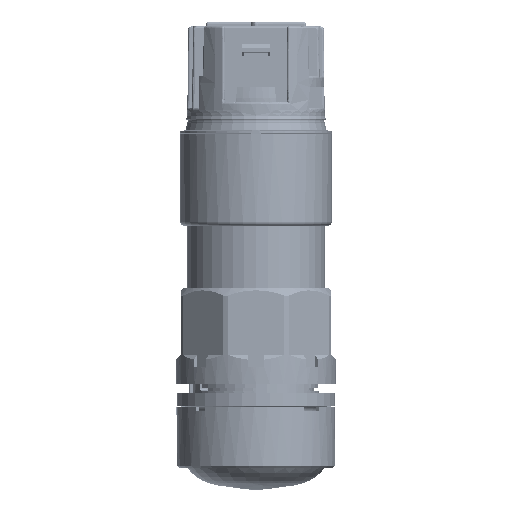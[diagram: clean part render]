
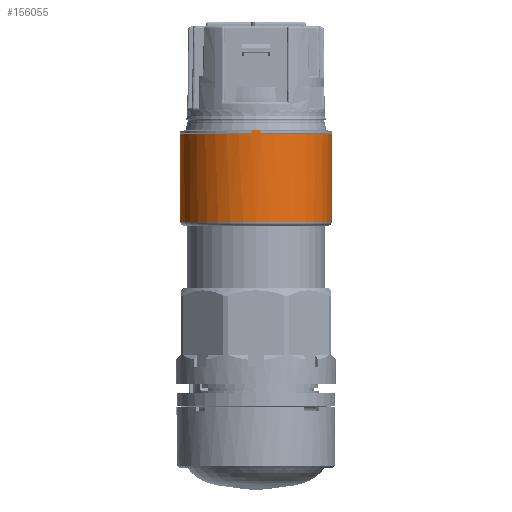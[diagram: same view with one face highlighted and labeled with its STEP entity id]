
A CAD part, front view. The second image highlights one B-rep face of the part: STEP entity #156055.
In plain terms, the highlighted cylindrical face has radius 18.25 mm (diameter 36.5 mm), a partial arc.
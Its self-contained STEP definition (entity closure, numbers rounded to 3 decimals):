
#5520 = ORIENTED_EDGE ( 'NONE', *, *, #185220, .T. ) ;
#12086 = VERTEX_POINT ( 'NONE', #73426 ) ;
#14846 = CIRCLE ( 'NONE', #25651, 18.25 ) ;
#17895 = CARTESIAN_POINT ( 'NONE',  ( -1.175, -18.212, 30.698 ) ) ;
#18442 = CARTESIAN_POINT ( 'NONE',  ( 0., 0., 30.698 ) ) ;
#21886 = EDGE_LOOP ( 'NONE', ( #51743, #126593, #5520, #164631, #55485, #28059, #92578, #158777 ) ) ;
#23756 = VERTEX_POINT ( 'NONE', #178997 ) ;
#25651 = AXIS2_PLACEMENT_3D ( 'NONE', #30810, #162693, #49876 ) ;
#28059 = ORIENTED_EDGE ( 'NONE', *, *, #110377, .F. ) ;
#30810 = CARTESIAN_POINT ( 'NONE',  ( 0., 0., 31.698 ) ) ;
#32636 = DIRECTION ( 'NONE',  ( 0., 0., 1. ) ) ;
#37499 = DIRECTION ( 'NONE',  ( 1., 0., 0. ) ) ;
#44595 = VERTEX_POINT ( 'NONE', #101335 ) ;
#49876 = DIRECTION ( 'NONE',  ( 1., 0., 0. ) ) ;
#51743 = ORIENTED_EDGE ( 'NONE', *, *, #59462, .F. ) ;
#55485 = ORIENTED_EDGE ( 'NONE', *, *, #137100, .F. ) ;
#55936 = CARTESIAN_POINT ( 'NONE',  ( -0.999, -18.223, 31.698 ) ) ;
#56230 = DIRECTION ( 'NONE',  ( 0., 0., 1. ) ) ;
#59462 = EDGE_CURVE ( 'NONE', #78418, #147502, #157611, .T. ) ;
#66648 = CARTESIAN_POINT ( 'NONE',  ( 1.116, -18.216, 31.032 ) ) ;
#72798 = DIRECTION ( 'NONE',  ( 0., 0., 1. ) ) ;
#73426 = CARTESIAN_POINT ( 'NONE',  ( 0.999, -18.223, 31.698 ) ) ;
#78418 = VERTEX_POINT ( 'NONE', #100384 ) ;
#80331 = CYLINDRICAL_SURFACE ( 'NONE', #110242, 18.25 ) ;
#81444 =( BOUNDED_CURVE ( )  B_SPLINE_CURVE ( 3, ( #17895, #93078, #168721, #55936 ),
 .UNSPECIFIED., .F., .F. ) 
 B_SPLINE_CURVE_WITH_KNOTS ( ( 4, 4 ),
 ( 4.648, 4.658 ),
 .UNSPECIFIED. ) 
 CURVE ( )  GEOMETRIC_REPRESENTATION_ITEM ( )  RATIONAL_B_SPLINE_CURVE ( ( 1., 1., 1., 1. ) ) 
 REPRESENTATION_ITEM ( '' )  );
#83044 = CARTESIAN_POINT ( 'NONE',  ( 0., 0., 9.698 ) ) ;
#83354 = EDGE_CURVE ( 'NONE', #123296, #23756, #89057, .T. ) ;
#89057 = CIRCLE ( 'NONE', #238746, 18.25 ) ;
#92578 = ORIENTED_EDGE ( 'NONE', *, *, #166072, .F. ) ;
#93078 = CARTESIAN_POINT ( 'NONE',  ( -1.116, -18.216, 31.032 ) ) ;
#100384 = CARTESIAN_POINT ( 'NONE',  ( -18.25, 0., 9.698 ) ) ;
#101335 = CARTESIAN_POINT ( 'NONE',  ( -1.175, -18.212, 30.698 ) ) ;
#101934 = DIRECTION ( 'NONE',  ( -1., 0., 0. ) ) ;
#103297 = VERTEX_POINT ( 'NONE', #179521 ) ;
#107581 = VECTOR ( 'NONE', #218000, 1000. ) ;
#110242 = AXIS2_PLACEMENT_3D ( 'NONE', #220365, #32636, #239306 ) ;
#110377 = EDGE_CURVE ( 'NONE', #103297, #12086, #14846, .T. ) ;
#114347 = EDGE_CURVE ( 'NONE', #78418, #216411, #125738, .T. ) ;
#117294 = CARTESIAN_POINT ( 'NONE',  ( -18.25, 0., 30.698 ) ) ;
#118078 = LINE ( 'NONE', #128867, #212232 ) ;
#123296 = VERTEX_POINT ( 'NONE', #186462 ) ;
#124306 = CARTESIAN_POINT ( 'NONE',  ( -18.25, 0., 0. ) ) ;
#125738 = CIRCLE ( 'NONE', #237866, 18.25 ) ;
#126593 = ORIENTED_EDGE ( 'NONE', *, *, #114347, .T. ) ;
#128867 = CARTESIAN_POINT ( 'NONE',  ( 18.25, 0., 0. ) ) ;
#136340 = FACE_OUTER_BOUND ( 'NONE', #21886, .T. ) ;
#137100 = EDGE_CURVE ( 'NONE', #12086, #123296, #181694, .T. ) ;
#141684 = CARTESIAN_POINT ( 'NONE',  ( 1.057, -18.219, 31.365 ) ) ;
#147502 = VERTEX_POINT ( 'NONE', #117294 ) ;
#150451 = DIRECTION ( 'NONE',  ( 0., 0., 1. ) ) ;
#156055 = ADVANCED_FACE ( 'NONE', ( #136340 ), #80331, .T. ) ;
#157611 = LINE ( 'NONE', #124306, #107581 ) ;
#158777 = ORIENTED_EDGE ( 'NONE', *, *, #228897, .F. ) ;
#160494 = CARTESIAN_POINT ( 'NONE',  ( 0.999, -18.223, 31.698 ) ) ;
#162693 = DIRECTION ( 'NONE',  ( 0., 0., 1. ) ) ;
#164198 = CIRCLE ( 'NONE', #222253, 18.25 ) ;
#164631 = ORIENTED_EDGE ( 'NONE', *, *, #83354, .F. ) ;
#166072 = EDGE_CURVE ( 'NONE', #44595, #103297, #81444, .T. ) ;
#168721 = CARTESIAN_POINT ( 'NONE',  ( -1.057, -18.219, 31.365 ) ) ;
#169022 = CARTESIAN_POINT ( 'NONE',  ( 0., 0., 30.698 ) ) ;
#178997 = CARTESIAN_POINT ( 'NONE',  ( 18.25, 0., 30.698 ) ) ;
#179521 = CARTESIAN_POINT ( 'NONE',  ( -0.999, -18.223, 31.698 ) ) ;
#180125 = CARTESIAN_POINT ( 'NONE',  ( 18.25, 0., 9.698 ) ) ;
#181694 =( BOUNDED_CURVE ( )  B_SPLINE_CURVE ( 3, ( #160494, #141684, #66648, #198319 ),
 .UNSPECIFIED., .F., .F. ) 
 B_SPLINE_CURVE_WITH_KNOTS ( ( 4, 4 ),
 ( 1.626, 1.635 ),
 .UNSPECIFIED. ) 
 CURVE ( )  GEOMETRIC_REPRESENTATION_ITEM ( )  RATIONAL_B_SPLINE_CURVE ( ( 1., 1., 1., 1. ) ) 
 REPRESENTATION_ITEM ( '' )  );
#185220 = EDGE_CURVE ( 'NONE', #216411, #23756, #118078, .T. ) ;
#186462 = CARTESIAN_POINT ( 'NONE',  ( 1.175, -18.212, 30.698 ) ) ;
#187992 = DIRECTION ( 'NONE',  ( 1., 0., 0. ) ) ;
#198319 = CARTESIAN_POINT ( 'NONE',  ( 1.175, -18.212, 30.698 ) ) ;
#212232 = VECTOR ( 'NONE', #72798, 1000. ) ;
#214636 = DIRECTION ( 'NONE',  ( 0., 0., 1. ) ) ;
#216411 = VERTEX_POINT ( 'NONE', #180125 ) ;
#218000 = DIRECTION ( 'NONE',  ( 0., 0., 1. ) ) ;
#220365 = CARTESIAN_POINT ( 'NONE',  ( 0., 0., 0. ) ) ;
#222253 = AXIS2_PLACEMENT_3D ( 'NONE', #169022, #56230, #187992 ) ;
#228897 = EDGE_CURVE ( 'NONE', #147502, #44595, #164198, .T. ) ;
#237866 = AXIS2_PLACEMENT_3D ( 'NONE', #83044, #214636, #101934 ) ;
#238746 = AXIS2_PLACEMENT_3D ( 'NONE', #18442, #150451, #37499 ) ;
#239306 = DIRECTION ( 'NONE',  ( 1., 0., 0. ) ) ;
